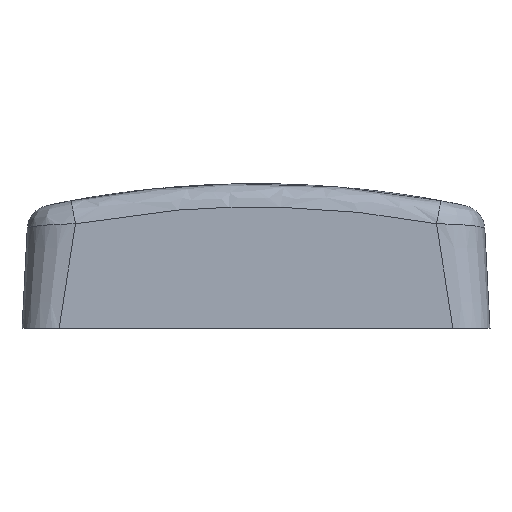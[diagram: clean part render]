
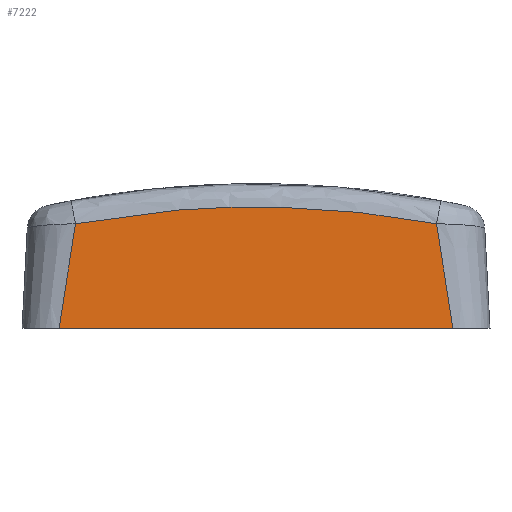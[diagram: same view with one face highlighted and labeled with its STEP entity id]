
A CAD part, front view. The second image highlights one B-rep face of the part: STEP entity #7222.
In plain terms, the highlighted planar face has unit normal (0, -0.999, 0.052).
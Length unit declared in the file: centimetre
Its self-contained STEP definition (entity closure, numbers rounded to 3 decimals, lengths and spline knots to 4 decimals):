
#27=ELLIPSE('',#7919,15.8912,15.8694);
#715=FACE_OUTER_BOUND('',#1170,.T.);
#1170=EDGE_LOOP('',(#6034,#6035,#6036,#6037));
#1994=LINE('',#13610,#2482);
#1997=LINE('',#13663,#2485);
#2009=LINE('',#14261,#2497);
#2482=VECTOR('',#9787,1.0053);
#2485=VECTOR('',#9798,1.0053);
#2497=VECTOR('',#9890,1.);
#3057=VERTEX_POINT('',#13598);
#3059=VERTEX_POINT('',#13608);
#3060=VERTEX_POINT('',#13647);
#3062=VERTEX_POINT('',#13659);
#4011=EDGE_CURVE('',#3059,#3057,#1994,.T.);
#4018=EDGE_CURVE('',#3060,#3062,#1997,.T.);
#4020=EDGE_CURVE('',#3057,#3060,#27,.T.);
#4062=EDGE_CURVE('',#3062,#3059,#2009,.T.);
#6034=ORIENTED_EDGE('',*,*,#4011,.F.);
#6035=ORIENTED_EDGE('',*,*,#4062,.F.);
#6036=ORIENTED_EDGE('',*,*,#4018,.F.);
#6037=ORIENTED_EDGE('',*,*,#4020,.F.);
#6365=PLANE('',#7959);
#7222=ADVANCED_FACE('',(#715),#6365,.T.);
#7919=AXIS2_PLACEMENT_3D('',#13691,#9802,#9803);
#7959=AXIS2_PLACEMENT_3D('',#14264,#9894,#9895);
#9787=DIRECTION('',(0.155,0.052,0.987));
#9798=DIRECTION('',(0.155,-0.052,-0.987));
#9802=DIRECTION('center_axis',(0.,0.999,-0.052));
#9803=DIRECTION('ref_axis',(0.,0.052,0.999));
#9890=DIRECTION('',(-1.,0.,0.));
#9894=DIRECTION('center_axis',(0.,-0.999,0.052));
#9895=DIRECTION('ref_axis',(1.,0.,0.));
#13598=CARTESIAN_POINT('',(-2.9314,-3.711,-0.0022));
#13608=CARTESIAN_POINT('',(-3.1976,-3.8,-1.7));
#13610=CARTESIAN_POINT('',(-2.9076,-3.7031,0.1496));
#13647=CARTESIAN_POINT('',(2.9314,-3.711,-0.0022));
#13659=CARTESIAN_POINT('',(3.1976,-3.8,-1.7));
#13663=CARTESIAN_POINT('',(2.9076,-3.7031,0.1496));
#13691=CARTESIAN_POINT('Origin',(0.,-4.5284,
-15.5985));
#14261=CARTESIAN_POINT('',(3.8,-3.8,-1.7));
#14264=CARTESIAN_POINT('Origin',(-3.8,-3.711,-0.0023));
